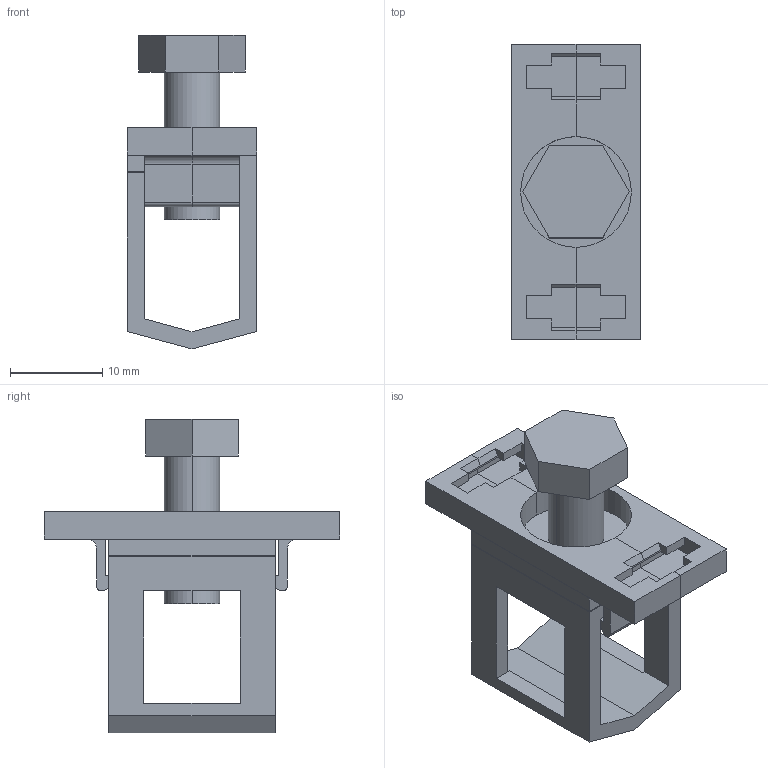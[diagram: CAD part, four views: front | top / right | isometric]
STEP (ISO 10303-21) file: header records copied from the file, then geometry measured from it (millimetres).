
FILE_DESCRIPTION(('CATIA V5R24 STEP','CAx-IF Rec.Pracs.--- Model Styling and Organization---1.2---2011-12-15'),'2;1');
FILE_NAME ('D1446001_0', '2017-01-10T13:43:17+00:00', ('Weidmueller Interface'), ('Weidmueller'), 'CATIA Version 5-6 Release 2014 SP4 HF52', 'CATIA V5 STEP AP214', 'none');
FILE_SCHEMA(('AUTOMOTIVE_DESIGN { 1 0 10303 214 1 1 1 1 }'));
Length unit declared in the file: millimetre
Products named in the file (1): v5-standard_part
Bounding box: 14 x 32 x 34 mm (x, y, z)
Volume: 3440.7 mm3; surface area: 4623.8 mm2
Topology: 3 solids, 5 shells, 201 faces, 536 edges, 346 vertices
Faces by surface type: plane 145, cylinder 36, cone 8, torus 8, sphere 4
Entity records: 5647 total; most frequent: ORIENTED_EDGE 1064, CARTESIAN_POINT 989, DIRECTION 752, EDGE_CURVE 532, VECTOR 432, LINE 432, VERTEX_POINT 346, EDGE_LOOP 212
